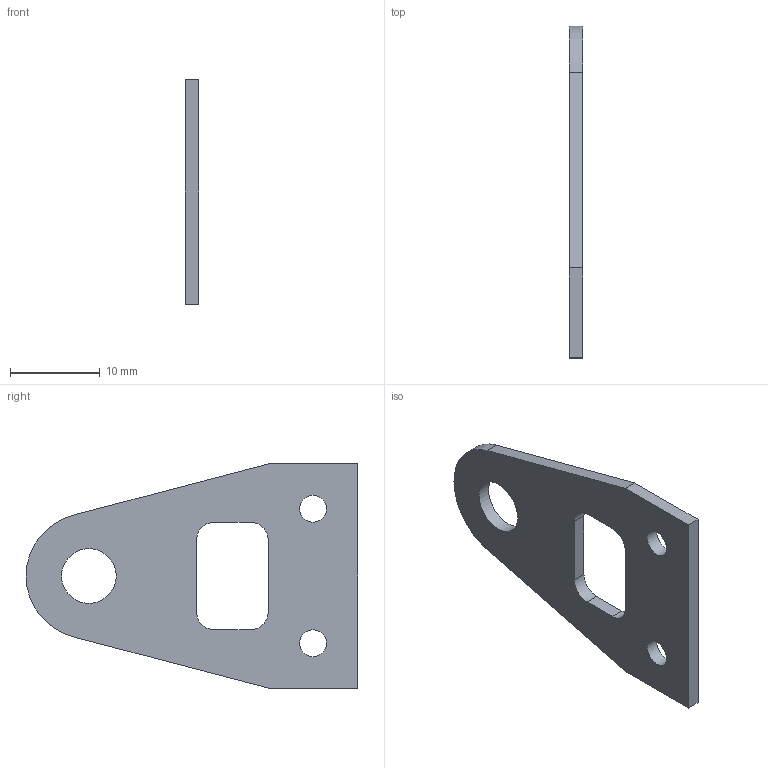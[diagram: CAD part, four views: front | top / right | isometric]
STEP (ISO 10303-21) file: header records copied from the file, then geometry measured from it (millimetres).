
FILE_DESCRIPTION(/* description */ (''),/* implementation_level */ '2;1');
FILE_NAME(/* name */ '',/* time_stamp */ '2023-12-13T23:20:55+09:00',/* author */ (''),/* organization */ (''),/* preprocessor_version */ 'ST-DEVELOPER v20',/* originating_system */ 'Autodesk Translation Framework v12.14.0.127',/* authorisation */ '');
FILE_SCHEMA (('AUTOMOTIVE_DESIGN { 1 0 10303 214 3 1 1 }'));
Length unit declared in the file: millimetre
Products named in the file (2): 踵フレーム; 踵フレーム_1
Assembly tree (1 placements, depth 2):
  踵フレーム
    踵フレーム_1
Bounding box: 1.5 x 37 x 25 mm (x, y, z)
Volume: 879.1 mm3; surface area: 1446.7 mm2
Topology: 1 solids, 1 shells, 19 faces, 51 edges, 34 vertices
Faces by surface type: plane 11, cylinder 8
Full cylindrical faces by diameter (mm): 3 x2, 6.1 x1
Entity records: 677 total; most frequent: DIRECTION 111, CARTESIAN_POINT 107, ORIENTED_EDGE 102, EDGE_CURVE 51, AXIS2_PLACEMENT_3D 38, LINE 35, VECTOR 35, VERTEX_POINT 34
